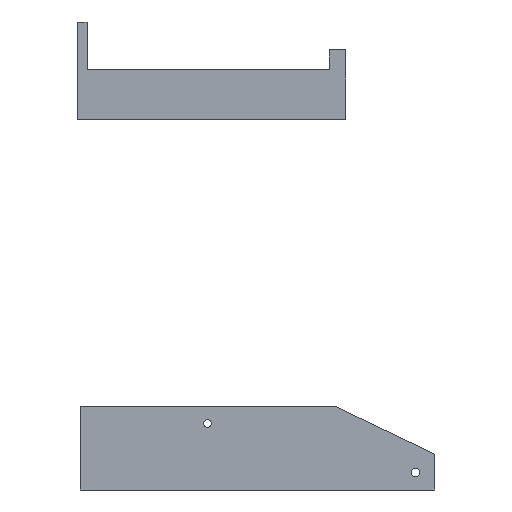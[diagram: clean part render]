
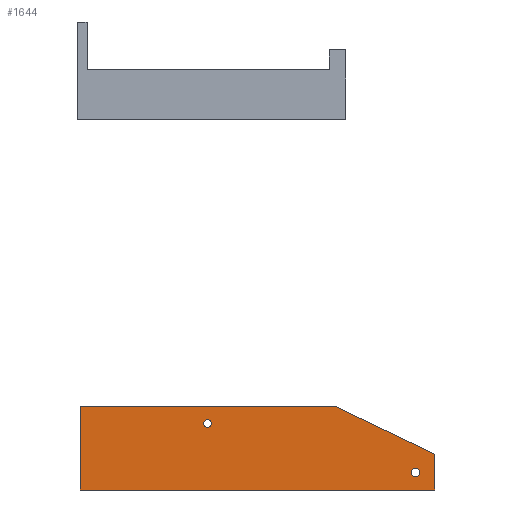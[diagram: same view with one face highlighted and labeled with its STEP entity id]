
A CAD part, front view. The second image highlights one B-rep face of the part: STEP entity #1644.
In plain terms, the highlighted planar face has unit normal (0, -1, 0).
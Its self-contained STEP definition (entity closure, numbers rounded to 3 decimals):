
#73=FACE_BOUND('',#236,.T.);
#74=FACE_BOUND('',#237,.T.);
#92=CIRCLE('',#1754,1.5);
#93=CIRCLE('',#1755,1.375);
#141=FACE_OUTER_BOUND('',#235,.T.);
#235=EDGE_LOOP('',(#1117,#1118,#1119,#1120,#1121));
#236=EDGE_LOOP('',(#1122));
#237=EDGE_LOOP('',(#1123));
#351=LINE('',#2418,#531);
#355=LINE('',#2426,#535);
#358=LINE('',#2432,#538);
#359=LINE('',#2434,#539);
#360=LINE('',#2435,#540);
#531=VECTOR('',#1920,10.);
#535=VECTOR('',#1926,10.);
#538=VECTOR('',#1931,10.);
#539=VECTOR('',#1932,10.);
#540=VECTOR('',#1933,10.);
#710=VERTEX_POINT('',#2416);
#711=VERTEX_POINT('',#2417);
#714=VERTEX_POINT('',#2425);
#716=VERTEX_POINT('',#2431);
#717=VERTEX_POINT('',#2433);
#718=VERTEX_POINT('',#2436);
#719=VERTEX_POINT('',#2438);
#866=EDGE_CURVE('',#710,#711,#351,.T.);
#870=EDGE_CURVE('',#714,#710,#355,.T.);
#873=EDGE_CURVE('',#711,#716,#358,.T.);
#874=EDGE_CURVE('',#716,#717,#359,.T.);
#875=EDGE_CURVE('',#717,#714,#360,.T.);
#876=EDGE_CURVE('',#718,#718,#92,.T.);
#877=EDGE_CURVE('',#719,#719,#93,.T.);
#1117=ORIENTED_EDGE('',*,*,#866,.T.);
#1118=ORIENTED_EDGE('',*,*,#873,.T.);
#1119=ORIENTED_EDGE('',*,*,#874,.T.);
#1120=ORIENTED_EDGE('',*,*,#875,.T.);
#1121=ORIENTED_EDGE('',*,*,#870,.T.);
#1122=ORIENTED_EDGE('',*,*,#876,.T.);
#1123=ORIENTED_EDGE('',*,*,#877,.T.);
#1589=PLANE('',#1753);
#1644=ADVANCED_FACE('',(#141,#73,#74),#1589,.T.);
#1753=AXIS2_PLACEMENT_3D('',#2430,#1929,#1930);
#1754=AXIS2_PLACEMENT_3D('',#2437,#1934,#1935);
#1755=AXIS2_PLACEMENT_3D('',#2439,#1936,#1937);
#1920=DIRECTION('',(-0.902,0.,0.432));
#1926=DIRECTION('',(0.,0.,1.));
#1929=DIRECTION('center_axis',(0.,-1.,0.));
#1930=DIRECTION('ref_axis',(0.,0.,-1.));
#1931=DIRECTION('',(-1.,0.,0.));
#1932=DIRECTION('',(0.,0.,-1.));
#1933=DIRECTION('',(1.,0.,0.));
#1934=DIRECTION('center_axis',(0.,1.,0.));
#1935=DIRECTION('ref_axis',(-1.,0.,0.));
#1936=DIRECTION('center_axis',(0.,1.,0.));
#1937=DIRECTION('ref_axis',(1.,0.,0.));
#2416=CARTESIAN_POINT('',(82.75,-6.,-63.93));
#2417=CARTESIAN_POINT('',(47.25,-6.,-46.93));
#2418=CARTESIAN_POINT('',(38.58,-6.,-42.778));
#2425=CARTESIAN_POINT('',(82.75,-6.,-76.93));
#2426=CARTESIAN_POINT('',(82.75,-6.,-76.93));
#2430=CARTESIAN_POINT('Origin',(18.75,-6.,-61.93));
#2431=CARTESIAN_POINT('',(-45.25,-6.,-46.93));
#2432=CARTESIAN_POINT('',(-45.25,-6.,-46.93));
#2433=CARTESIAN_POINT('',(-45.25,-6.,-76.93));
#2434=CARTESIAN_POINT('',(-45.25,-6.,-76.93));
#2435=CARTESIAN_POINT('',(82.75,-6.,-76.93));
#2436=CARTESIAN_POINT('',(77.35,-6.,-70.62));
#2437=CARTESIAN_POINT('Origin',(75.85,-6.,-70.62));
#2438=CARTESIAN_POINT('',(-0.625,-6.,-52.93));
#2439=CARTESIAN_POINT('Origin',(0.75,-6.,-52.93));
